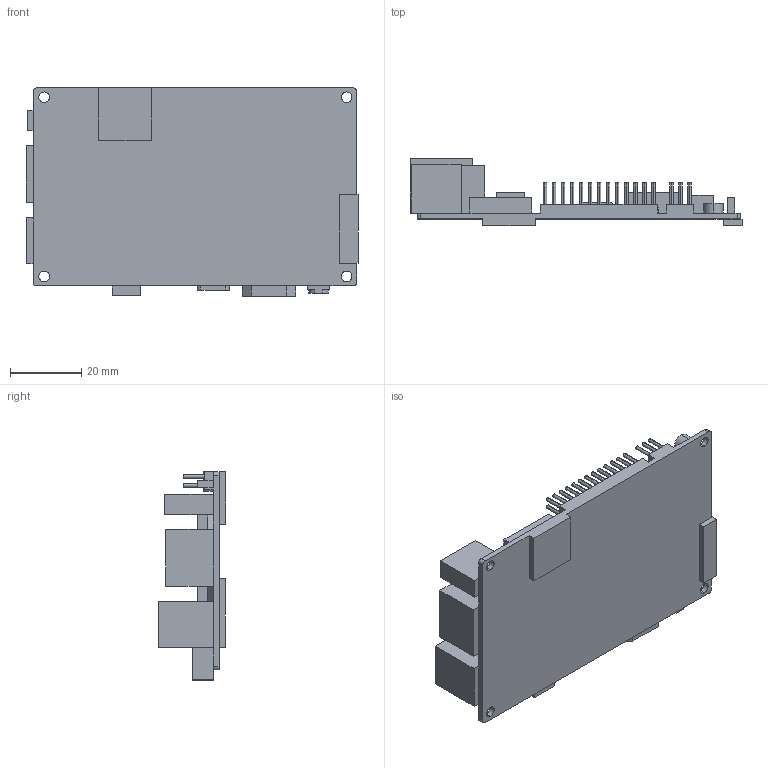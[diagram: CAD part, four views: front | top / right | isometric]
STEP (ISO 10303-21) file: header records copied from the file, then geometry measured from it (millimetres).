
FILE_DESCRIPTION (( 'STEP AP203' ), '1' );
FILE_NAME ('Orange pi 4 LTS V1.2.STEP', '2024-06-21T09:24:09', ( '' ), ( '' ), 'SwSTEP 2.0', 'SolidWorks 2021', '' );
FILE_SCHEMA (( 'CONFIG_CONTROL_DESIGN' ));
Length unit declared in the file: millimetre
Products named in the file (1): Orange pi 4 LTS V1.2
Bounding box: 93.4 x 19 x 58.6 mm (x, y, z)
Volume: 21814.9 mm3; surface area: 16120.5 mm2
Topology: 1 solids, 1 shells, 208 faces, 496 edges, 326 vertices
Faces by surface type: plane 123, cylinder 85
Entity records: 6131 total; most frequent: DIRECTION 1084, CARTESIAN_POINT 1031, ORIENTED_EDGE 992, EDGE_CURVE 496, AXIS2_PLACEMENT_3D 379, VECTOR 326, LINE 326, VERTEX_POINT 326
